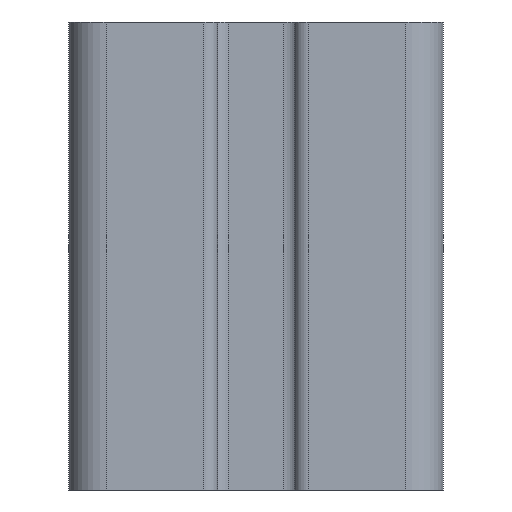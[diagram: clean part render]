
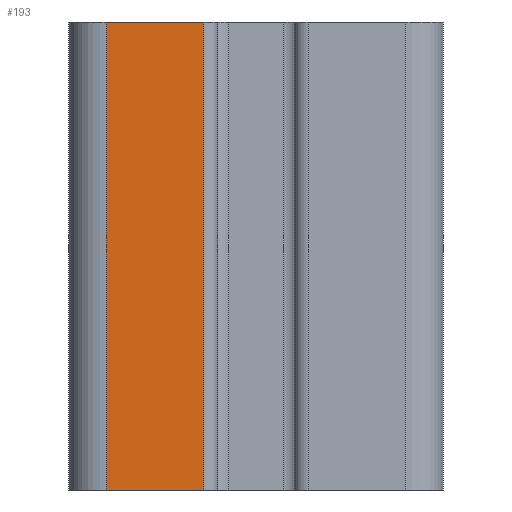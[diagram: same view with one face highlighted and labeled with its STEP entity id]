
A CAD part, front view. The second image highlights one B-rep face of the part: STEP entity #193.
In plain terms, the highlighted planar face has unit normal (0, -1, 0).
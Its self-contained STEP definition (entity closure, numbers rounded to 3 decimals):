
#106 = CARTESIAN_POINT ( 'NONE',  ( -5.6, -20., 25. ) ) ;
#113 = DIRECTION ( 'NONE',  ( 0., 0., -1. ) ) ;
#193 = ADVANCED_FACE ( 'NONE', ( #3401 ), #197, .F. ) ;
#197 = PLANE ( 'NONE',  #678 ) ;
#223 = CARTESIAN_POINT ( 'NONE',  ( -16., -20., -25. ) ) ;
#270 = VECTOR ( 'NONE', #1656, 1000. ) ;
#678 = AXIS2_PLACEMENT_3D ( 'NONE', #1628, #2281, #1554 ) ;
#1191 = LINE ( 'NONE', #106, #1531 ) ;
#1271 = LINE ( 'NONE', #3062, #4042 ) ;
#1531 = VECTOR ( 'NONE', #1538, 1000. ) ;
#1538 = DIRECTION ( 'NONE',  ( 0., 0., -1. ) ) ;
#1554 = DIRECTION ( 'NONE',  ( 0., 0., 1. ) ) ;
#1626 = ORIENTED_EDGE ( 'NONE', *, *, #3702, .T. ) ;
#1628 = CARTESIAN_POINT ( 'NONE',  ( -16., -20., 25. ) ) ;
#1656 = DIRECTION ( 'NONE',  ( 1., 0., 0. ) ) ;
#1826 = VERTEX_POINT ( 'NONE', #2069 ) ;
#1893 = LINE ( 'NONE', #3268, #4124 ) ;
#1947 = VERTEX_POINT ( 'NONE', #4385 ) ;
#2069 = CARTESIAN_POINT ( 'NONE',  ( -5.6, -20., 25. ) ) ;
#2120 = VERTEX_POINT ( 'NONE', #4227 ) ;
#2278 = ORIENTED_EDGE ( 'NONE', *, *, #4078, .T. ) ;
#2281 = DIRECTION ( 'NONE',  ( 0., 1., 0. ) ) ;
#2537 = ORIENTED_EDGE ( 'NONE', *, *, #3099, .F. ) ;
#2818 = EDGE_LOOP ( 'NONE', ( #2278, #2537, #3156, #1626 ) ) ;
#3009 = EDGE_CURVE ( 'NONE', #2120, #1826, #1271, .T. ) ;
#3062 = CARTESIAN_POINT ( 'NONE',  ( -16., -20., 25. ) ) ;
#3099 = EDGE_CURVE ( 'NONE', #1826, #1947, #1191, .T. ) ;
#3156 = ORIENTED_EDGE ( 'NONE', *, *, #3009, .F. ) ;
#3268 = CARTESIAN_POINT ( 'NONE',  ( -16., -20., 25. ) ) ;
#3401 = FACE_OUTER_BOUND ( 'NONE', #2818, .T. ) ;
#3684 = DIRECTION ( 'NONE',  ( 1., 0., 0. ) ) ;
#3702 = EDGE_CURVE ( 'NONE', #2120, #3804, #1893, .T. ) ;
#3804 = VERTEX_POINT ( 'NONE', #3914 ) ;
#3914 = CARTESIAN_POINT ( 'NONE',  ( -16., -20., -25. ) ) ;
#4041 = LINE ( 'NONE', #223, #270 ) ;
#4042 = VECTOR ( 'NONE', #3684, 1000. ) ;
#4078 = EDGE_CURVE ( 'NONE', #3804, #1947, #4041, .T. ) ;
#4124 = VECTOR ( 'NONE', #113, 1000. ) ;
#4227 = CARTESIAN_POINT ( 'NONE',  ( -16., -20., 25. ) ) ;
#4385 = CARTESIAN_POINT ( 'NONE',  ( -5.6, -20., -25. ) ) ;
